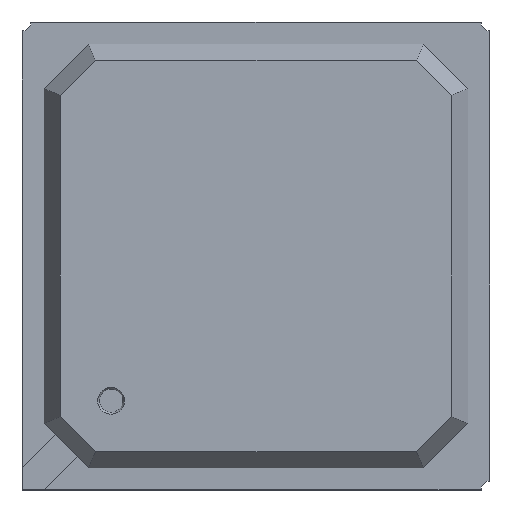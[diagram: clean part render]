
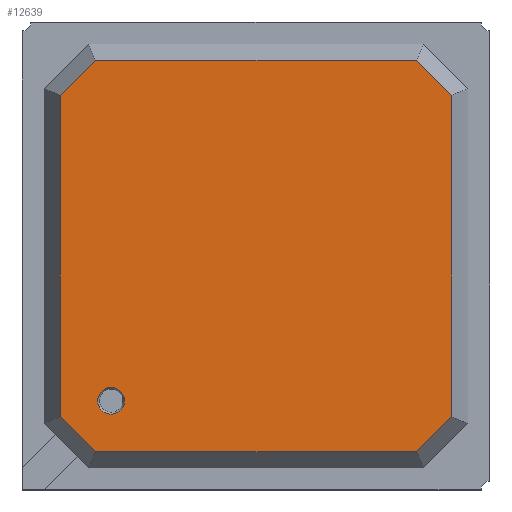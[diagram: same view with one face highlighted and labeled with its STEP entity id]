
A CAD part, top view. The second image highlights one B-rep face of the part: STEP entity #12639.
In plain terms, the highlighted planar face has unit normal (0, 0, 1).
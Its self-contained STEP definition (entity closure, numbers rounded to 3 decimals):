
#156 = CARTESIAN_POINT ( 'NONE',  ( 3.4, 4., 2.05 ) ) ;
#243 = EDGE_CURVE ( 'NONE', #35177, #26024, #1490, .T. ) ;
#582 = CARTESIAN_POINT ( 'NONE',  ( 3.299, 1.722, 2.05 ) ) ;
#752 = DIRECTION ( 'NONE',  ( 0.707, 0.707, 0. ) ) ;
#1490 = LINE ( 'NONE', #32565, #30242 ) ;
#2061 = CARTESIAN_POINT ( 'NONE',  ( 4., 4., 2.05 ) ) ;
#4424 = LINE ( 'NONE', #34514, #16260 ) ;
#4953 = LINE ( 'NONE', #35063, #26816 ) ;
#5819 = CARTESIAN_POINT ( 'NONE',  ( 19.278, 17.701, 2.05 ) ) ;
#6295 = EDGE_CURVE ( 'NONE', #14691, #20554, #12776, .T. ) ;
#6379 = CARTESIAN_POINT ( 'NONE',  ( 19.278, 0., 2.05 ) ) ;
#6644 = LINE ( 'NONE', #45004, #50484 ) ;
#6915 = ORIENTED_EDGE ( 'NONE', *, *, #15807, .T. ) ;
#8047 = DIRECTION ( 'NONE',  ( 0., 0., 1. ) ) ;
#9683 = VECTOR ( 'NONE', #25924, 1000. ) ;
#11112 = CIRCLE ( 'NONE', #50999, 0.6 ) ;
#11714 = DIRECTION ( 'NONE',  ( 1., 0., 0. ) ) ;
#11932 = DIRECTION ( 'NONE',  ( -0.707, -0.707, 0. ) ) ;
#12639 = ADVANCED_FACE ( 'NONE', ( #13311, #34615 ), #27291, .F. ) ;
#12776 = CIRCLE ( 'NONE', #46019, 0.6 ) ;
#13311 = FACE_BOUND ( 'NONE', #43452, .T. ) ;
#14373 = DIRECTION ( 'NONE',  ( 0., 0., 1. ) ) ;
#14691 = VERTEX_POINT ( 'NONE', #156 ) ;
#14876 = DIRECTION ( 'NONE',  ( 0., 0., -1. ) ) ;
#14927 = CARTESIAN_POINT ( 'NONE',  ( 4.6, 4., 2.05 ) ) ;
#15001 = ORIENTED_EDGE ( 'NONE', *, *, #45324, .T. ) ;
#15807 = EDGE_CURVE ( 'NONE', #24104, #16215, #51610, .T. ) ;
#16215 = VERTEX_POINT ( 'NONE', #5819 ) ;
#16260 = VECTOR ( 'NONE', #18531, 1000. ) ;
#16720 = VECTOR ( 'NONE', #27435, 1000. ) ;
#16784 = CARTESIAN_POINT ( 'NONE',  ( 1.722, 17.701, 2.05 ) ) ;
#18531 = DIRECTION ( 'NONE',  ( 1., 0., 0. ) ) ;
#19025 = VECTOR ( 'NONE', #11932, 1000. ) ;
#19205 = CARTESIAN_POINT ( 'NONE',  ( 4., 4., 2.05 ) ) ;
#19535 = VERTEX_POINT ( 'NONE', #45967 ) ;
#20547 = VECTOR ( 'NONE', #39462, 1000. ) ;
#20554 = VERTEX_POINT ( 'NONE', #14927 ) ;
#20663 = ORIENTED_EDGE ( 'NONE', *, *, #243, .T. ) ;
#21290 = ORIENTED_EDGE ( 'NONE', *, *, #6295, .F. ) ;
#21391 = CARTESIAN_POINT ( 'NONE',  ( 1.722, 3.299, 2.05 ) ) ;
#23639 = EDGE_CURVE ( 'NONE', #26024, #42748, #4424, .T. ) ;
#24104 = VERTEX_POINT ( 'NONE', #50743 ) ;
#25924 = DIRECTION ( 'NONE',  ( 0., 1., 0. ) ) ;
#26024 = VERTEX_POINT ( 'NONE', #582 ) ;
#26816 = VECTOR ( 'NONE', #27180, 1000. ) ;
#27180 = DIRECTION ( 'NONE',  ( -1., 0., 0. ) ) ;
#27291 = PLANE ( 'NONE',  #38742 ) ;
#27376 = LINE ( 'NONE', #51461, #16720 ) ;
#27435 = DIRECTION ( 'NONE',  ( 0., -1., 0. ) ) ;
#27691 = EDGE_CURVE ( 'NONE', #40934, #19535, #4953, .T. ) ;
#30093 = ORIENTED_EDGE ( 'NONE', *, *, #42196, .F. ) ;
#30242 = VECTOR ( 'NONE', #45027, 1000. ) ;
#32565 = CARTESIAN_POINT ( 'NONE',  ( 2.51, 2.51, 2.05 ) ) ;
#33554 = ORIENTED_EDGE ( 'NONE', *, *, #47184, .T. ) ;
#34514 = CARTESIAN_POINT ( 'NONE',  ( 0., 1.722, 2.05 ) ) ;
#34615 = FACE_OUTER_BOUND ( 'NONE', #43725, .T. ) ;
#35063 = CARTESIAN_POINT ( 'NONE',  ( 0., 19.278, 2.05 ) ) ;
#35110 = ORIENTED_EDGE ( 'NONE', *, *, #45756, .T. ) ;
#35177 = VERTEX_POINT ( 'NONE', #21391 ) ;
#35403 = ORIENTED_EDGE ( 'NONE', *, *, #27691, .T. ) ;
#36431 = CARTESIAN_POINT ( 'NONE',  ( 17.701, 1.722, 2.05 ) ) ;
#37316 = ORIENTED_EDGE ( 'NONE', *, *, #23639, .T. ) ;
#37861 = LINE ( 'NONE', #43648, #19025 ) ;
#38528 = DIRECTION ( 'NONE',  ( 1., 0., 0. ) ) ;
#38742 = AXIS2_PLACEMENT_3D ( 'NONE', #42732, #14876, #42916 ) ;
#39462 = DIRECTION ( 'NONE',  ( -0.707, 0.707, 0. ) ) ;
#40934 = VERTEX_POINT ( 'NONE', #42950 ) ;
#42196 = EDGE_CURVE ( 'NONE', #20554, #14691, #11112, .T. ) ;
#42648 = ORIENTED_EDGE ( 'NONE', *, *, #49632, .T. ) ;
#42732 = CARTESIAN_POINT ( 'NONE',  ( 0., 0., 2.05 ) ) ;
#42748 = VERTEX_POINT ( 'NONE', #36431 ) ;
#42916 = DIRECTION ( 'NONE',  ( -1., 0., 0. ) ) ;
#42950 = CARTESIAN_POINT ( 'NONE',  ( 17.701, 19.278, 2.05 ) ) ;
#43452 = EDGE_LOOP ( 'NONE', ( #30093, #21290 ) ) ;
#43648 = CARTESIAN_POINT ( 'NONE',  ( -7.99, 7.99, 2.05 ) ) ;
#43725 = EDGE_LOOP ( 'NONE', ( #20663, #37316, #15001, #6915, #33554, #35403, #35110, #42648 ) ) ;
#43849 = CARTESIAN_POINT ( 'NONE',  ( 18.49, 18.49, 2.05 ) ) ;
#45004 = CARTESIAN_POINT ( 'NONE',  ( 7.99, -7.99, 2.05 ) ) ;
#45027 = DIRECTION ( 'NONE',  ( 0.707, -0.707, 0. ) ) ;
#45324 = EDGE_CURVE ( 'NONE', #42748, #24104, #6644, .T. ) ;
#45756 = EDGE_CURVE ( 'NONE', #19535, #47677, #37861, .T. ) ;
#45967 = CARTESIAN_POINT ( 'NONE',  ( 3.299, 19.278, 2.05 ) ) ;
#46019 = AXIS2_PLACEMENT_3D ( 'NONE', #2061, #14373, #38528 ) ;
#47184 = EDGE_CURVE ( 'NONE', #16215, #40934, #50036, .T. ) ;
#47677 = VERTEX_POINT ( 'NONE', #16784 ) ;
#49632 = EDGE_CURVE ( 'NONE', #47677, #35177, #27376, .T. ) ;
#50036 = LINE ( 'NONE', #43849, #20547 ) ;
#50484 = VECTOR ( 'NONE', #752, 1000. ) ;
#50743 = CARTESIAN_POINT ( 'NONE',  ( 19.278, 3.299, 2.05 ) ) ;
#50999 = AXIS2_PLACEMENT_3D ( 'NONE', #19205, #8047, #11714 ) ;
#51461 = CARTESIAN_POINT ( 'NONE',  ( 1.722, 0., 2.05 ) ) ;
#51610 = LINE ( 'NONE', #6379, #9683 ) ;
